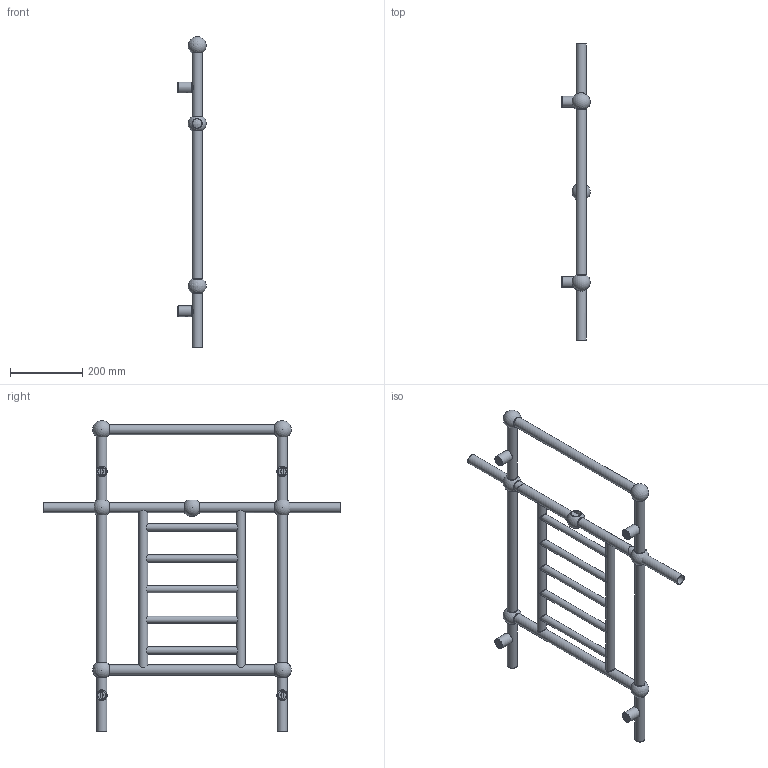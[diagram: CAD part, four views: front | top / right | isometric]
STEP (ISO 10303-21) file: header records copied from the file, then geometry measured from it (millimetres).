
FILE_DESCRIPTION( ( 'Unknown' ), '1' );
FILE_NAME( 'CLARO.stp', 'Unknown', ( 'Unknown' ), ( 'Unknown' ), 'PSStep 10.1', 'Unknown', ' ' );
FILE_SCHEMA( ( 'AUTOMOTIVE_DESIGN { 1 0 10303 214 1 1 1 1 }' ) );
Length unit declared in the file: millimetre
Products named in the file (23): Assem1; mocowanie zespó³; mocowanie tuleja v2; mocowanie zaœlepka v2; haczyk do mocowania; Kolektror wewnêtrzny poziomy fi 28x1; Kolektror wewnêtrzny poziomy fi 28x1-oa0; Kolektor pionowy fi 28x1; Kolektor pionowy fi 28x1-oa1; Kula dolna fi 50; Kula dolna fi 50-oa2; Kula dolna fi 50-oa3; Kula dolna fi 50-oa4; Kula górna fi 50; Kula górna fi 50-oa5; Kolektor poziomy górny fi 28x1; Kolektro pionowy wewnêtrzny fi 25x1,5; Kolektro pionowy wewnêtrzny fi 25x1,5-oa6; szczebelek fi 20x 260x2; szczebelek fi 20x 260x2-oa7; szczebelek fi 20x 260x2-oa8; szczebelek fi 20x 260x2-oa9; szczebelek fi 20x 260x2-oa10
Bounding box: 78.5 x 820 x 860.77 mm (x, y, z)
Volume: 1052957.7 mm3; surface area: 1807131.2 mm2
Topology: 54 solids, 54 shells, 348 faces, 814 edges, 534 vertices
Faces by surface type: cylinder 190, plane 110, sphere 24, cone 24
Full cylindrical faces by diameter (mm): 4.917 x6, 10 x8, 17 x6, 18 x10, 20 x24, 20.5 x20, 22 x16, 25 x4, 26 x10, 28 x10, 28.5 x32, 30 x6
Entity records: 8870 total; most frequent: CARTESIAN_POINT 4982, DIRECTION 528, ORIENTED_EDGE 352, EDGE_LOOP 282, AXIS2_PLACEMENT_3D 252, FACE_OUTER_BOUND 178, EDGE_CURVE 176, VERTEX_POINT 160
